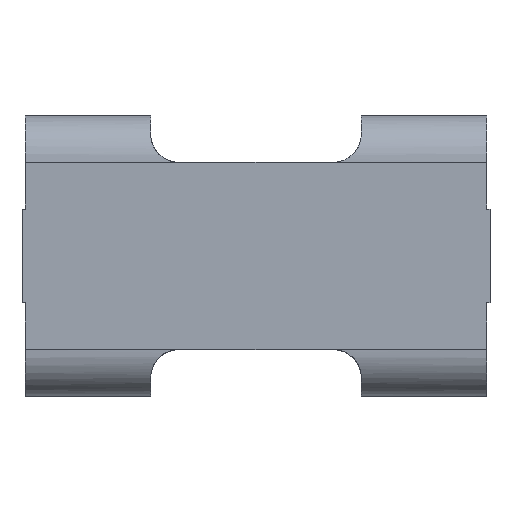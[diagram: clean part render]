
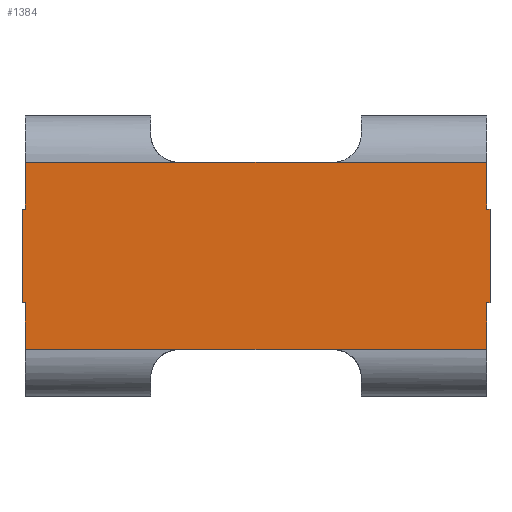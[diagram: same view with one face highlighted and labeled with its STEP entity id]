
A CAD part, top view. The second image highlights one B-rep face of the part: STEP entity #1384.
In plain terms, the highlighted face is planar.
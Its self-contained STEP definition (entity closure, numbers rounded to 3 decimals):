
#301=ORIENTED_EDGE('',*,*,#670,.T.);
#302=ORIENTED_EDGE('',*,*,#593,.F.);
#303=ORIENTED_EDGE('',*,*,#589,.F.);
#304=ORIENTED_EDGE('',*,*,#591,.F.);
#305=ORIENTED_EDGE('',*,*,#671,.T.);
#306=ORIENTED_EDGE('',*,*,#672,.F.);
#307=ORIENTED_EDGE('',*,*,#673,.F.);
#308=ORIENTED_EDGE('',*,*,#674,.F.);
#309=ORIENTED_EDGE('',*,*,#675,.F.);
#310=ORIENTED_EDGE('',*,*,#596,.F.);
#311=ORIENTED_EDGE('',*,*,#600,.F.);
#312=ORIENTED_EDGE('',*,*,#603,.F.);
#313=ORIENTED_EDGE('',*,*,#676,.F.);
#314=ORIENTED_EDGE('',*,*,#677,.T.);
#315=ORIENTED_EDGE('',*,*,#645,.T.);
#316=ORIENTED_EDGE('',*,*,#678,.T.);
#589=EDGE_CURVE('',#777,#776,#898,.T.);
#591=EDGE_CURVE('',#778,#777,#900,.T.);
#593=EDGE_CURVE('',#776,#779,#902,.T.);
#596=EDGE_CURVE('',#782,#783,#905,.T.);
#600=EDGE_CURVE('',#785,#782,#909,.T.);
#603=EDGE_CURVE('',#787,#785,#912,.T.);
#645=EDGE_CURVE('',#816,#821,#934,.T.);
#670=EDGE_CURVE('',#838,#779,#951,.T.);
#671=EDGE_CURVE('',#778,#839,#952,.T.);
#672=EDGE_CURVE('',#803,#839,#953,.T.);
#673=EDGE_CURVE('',#802,#803,#954,.T.);
#674=EDGE_CURVE('',#840,#802,#955,.T.);
#675=EDGE_CURVE('',#783,#840,#956,.T.);
#676=EDGE_CURVE('',#841,#787,#957,.T.);
#677=EDGE_CURVE('',#841,#816,#958,.T.);
#678=EDGE_CURVE('',#821,#838,#959,.T.);
#776=VERTEX_POINT('',#2071);
#777=VERTEX_POINT('',#2073);
#778=VERTEX_POINT('',#2077);
#779=VERTEX_POINT('',#2081);
#782=VERTEX_POINT('',#2088);
#783=VERTEX_POINT('',#2090);
#785=VERTEX_POINT('',#2096);
#787=VERTEX_POINT('',#2102);
#802=VERTEX_POINT('',#2162);
#803=VERTEX_POINT('',#2178);
#816=VERTEX_POINT('',#2262);
#821=VERTEX_POINT('',#2301);
#838=VERTEX_POINT('',#2389);
#839=VERTEX_POINT('',#2391);
#840=VERTEX_POINT('',#2395);
#841=VERTEX_POINT('',#2398);
#898=LINE('',#2074,#1041);
#900=LINE('',#2078,#1043);
#902=LINE('',#2082,#1045);
#905=LINE('',#2089,#1048);
#909=LINE('',#2097,#1052);
#912=LINE('',#2103,#1055);
#934=LINE('',#2302,#1077);
#951=LINE('',#2388,#1094);
#952=LINE('',#2390,#1095);
#953=LINE('',#2392,#1096);
#954=LINE('',#2393,#1097);
#955=LINE('',#2394,#1098);
#956=LINE('',#2396,#1099);
#957=LINE('',#2397,#1100);
#958=LINE('',#2399,#1101);
#959=LINE('',#2400,#1102);
#1041=VECTOR('',#1682,1000.);
#1043=VECTOR('',#1686,1000.);
#1045=VECTOR('',#1690,1000.);
#1048=VECTOR('',#1695,1000.);
#1052=VECTOR('',#1701,1000.);
#1055=VECTOR('',#1706,1000.);
#1077=VECTOR('',#1762,1000.);
#1094=VECTOR('',#1801,1000.);
#1095=VECTOR('',#1802,1000.);
#1096=VECTOR('',#1803,1000.);
#1097=VECTOR('',#1804,1000.);
#1098=VECTOR('',#1805,1000.);
#1099=VECTOR('',#1806,1000.);
#1100=VECTOR('',#1807,1000.);
#1101=VECTOR('',#1808,1000.);
#1102=VECTOR('',#1809,1000.);
#1188=EDGE_LOOP('',(#301,#302,#303,#304,#305,#306,#307,#308,#309,#310,#311,
#312,#313,#314,#315,#316));
#1265=FACE_BOUND('',#1188,.T.);
#1323=PLANE('',#1510);
#1384=ADVANCED_FACE('',(#1265),#1323,.F.);
#1510=AXIS2_PLACEMENT_3D('',#2387,#1799,#1800);
#1682=DIRECTION('',(1.,0.,0.));
#1686=DIRECTION('',(0.,-1.,0.));
#1690=DIRECTION('',(0.,1.,0.));
#1695=DIRECTION('',(0.,-1.,0.));
#1701=DIRECTION('',(-1.,0.,0.));
#1706=DIRECTION('',(0.,1.,0.));
#1762=DIRECTION('',(0.,-1.,0.));
#1799=DIRECTION('',(0.,0.,1.));
#1800=DIRECTION('',(1.,0.,0.));
#1801=DIRECTION('',(-1.,0.,0.));
#1802=DIRECTION('',(-1.,0.,0.));
#1803=DIRECTION('',(0.,-1.,0.));
#1804=DIRECTION('',(0.,-1.,0.));
#1805=DIRECTION('',(0.,-1.,0.));
#1806=DIRECTION('',(-1.,0.,0.));
#1807=DIRECTION('',(-1.,0.,0.));
#1808=DIRECTION('',(0.,-1.,0.));
#1809=DIRECTION('',(0.,-1.,0.));
#2071=CARTESIAN_POINT('',(1.,-5.,0.));
#2073=CARTESIAN_POINT('',(-1.,-5.,0.));
#2074=CARTESIAN_POINT('',(-1.,-5.,0.));
#2077=CARTESIAN_POINT('',(-1.,-4.93,0.));
#2078=CARTESIAN_POINT('',(-1.,-4.93,0.));
#2081=CARTESIAN_POINT('',(1.,-4.93,0.));
#2082=CARTESIAN_POINT('',(1.,-5.,0.));
#2088=CARTESIAN_POINT('',(-1.,5.,0.));
#2089=CARTESIAN_POINT('',(-1.,5.,0.));
#2090=CARTESIAN_POINT('',(-1.,4.93,0.));
#2096=CARTESIAN_POINT('',(1.,5.,0.));
#2097=CARTESIAN_POINT('',(1.,5.,0.));
#2102=CARTESIAN_POINT('',(1.,4.93,0.));
#2103=CARTESIAN_POINT('',(1.,4.93,0.));
#2162=CARTESIAN_POINT('',(-2.,1.65,0.));
#2178=CARTESIAN_POINT('',(-2.,-1.65,0.));
#2262=CARTESIAN_POINT('',(2.,1.65,0.));
#2301=CARTESIAN_POINT('',(2.,-1.65,0.));
#2302=CARTESIAN_POINT('',(2.,4.93,0.));
#2387=CARTESIAN_POINT('',(-3.,4.93,0.));
#2388=CARTESIAN_POINT('',(-3.,-4.93,0.));
#2389=CARTESIAN_POINT('',(2.,-4.93,0.));
#2390=CARTESIAN_POINT('',(-3.,-4.93,0.));
#2391=CARTESIAN_POINT('',(-2.,-4.93,0.));
#2392=CARTESIAN_POINT('',(-2.,4.93,0.));
#2393=CARTESIAN_POINT('',(-2.,4.93,0.));
#2394=CARTESIAN_POINT('',(-2.,4.93,0.));
#2395=CARTESIAN_POINT('',(-2.,4.93,0.));
#2396=CARTESIAN_POINT('',(-3.,4.93,0.));
#2397=CARTESIAN_POINT('',(-3.,4.93,0.));
#2398=CARTESIAN_POINT('',(2.,4.93,0.));
#2399=CARTESIAN_POINT('',(2.,4.93,0.));
#2400=CARTESIAN_POINT('',(2.,4.93,0.));
